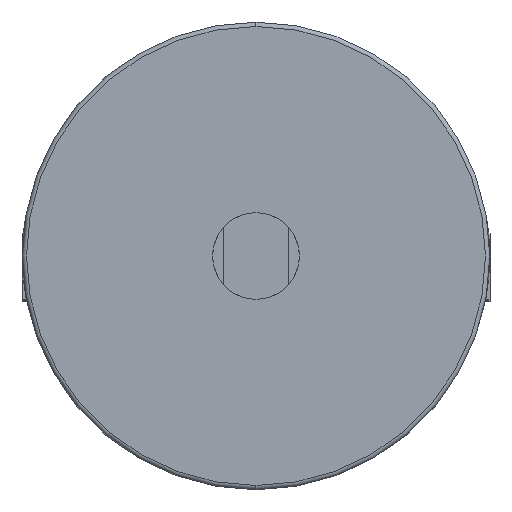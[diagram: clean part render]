
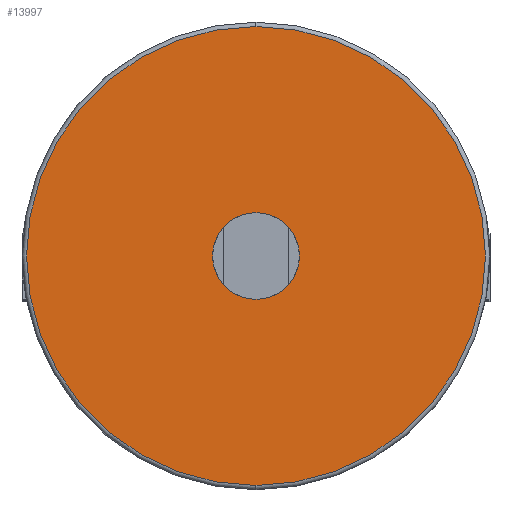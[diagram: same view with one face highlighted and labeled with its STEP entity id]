
A CAD part, left-side view. The second image highlights one B-rep face of the part: STEP entity #13997.
In plain terms, the highlighted planar face has unit normal (-1, 0, 0).
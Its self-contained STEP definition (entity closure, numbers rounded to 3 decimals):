
#319 = CARTESIAN_POINT ( 'NONE',  ( -125., 0., 0. ) ) ;
#569 = VERTEX_POINT ( 'NONE', #5140 ) ;
#591 = AXIS2_PLACEMENT_3D ( 'NONE', #319, #8414, #1506 ) ;
#761 = DIRECTION ( 'NONE',  ( 0., 0., 1. ) ) ;
#804 = EDGE_CURVE ( 'NONE', #569, #1681, #11071, .T. ) ;
#1506 = DIRECTION ( 'NONE',  ( 0., 0., 1. ) ) ;
#1681 = VERTEX_POINT ( 'NONE', #14295 ) ;
#2308 = AXIS2_PLACEMENT_3D ( 'NONE', #4231, #6551, #14738 ) ;
#3088 = PLANE ( 'NONE',  #2308 ) ;
#3341 = VERTEX_POINT ( 'NONE', #4040 ) ;
#3976 = CIRCLE ( 'NONE', #4225, 10. ) ;
#4040 = CARTESIAN_POINT ( 'NONE',  ( -125., 0., -53. ) ) ;
#4225 = AXIS2_PLACEMENT_3D ( 'NONE', #14710, #7664, #761 ) ;
#4231 = CARTESIAN_POINT ( 'NONE',  ( -125., 54., 0. ) ) ;
#4343 = ORIENTED_EDGE ( 'NONE', *, *, #8144, .T. ) ;
#4495 = CARTESIAN_POINT ( 'NONE',  ( -125., 0., 53. ) ) ;
#4910 = ORIENTED_EDGE ( 'NONE', *, *, #12034, .T. ) ;
#4965 = DIRECTION ( 'NONE',  ( -1., 0., 0. ) ) ;
#5140 = CARTESIAN_POINT ( 'NONE',  ( -125., 0., 10. ) ) ;
#5261 = AXIS2_PLACEMENT_3D ( 'NONE', #11983, #4965, #13178 ) ;
#5767 = ORIENTED_EDGE ( 'NONE', *, *, #12620, .F. ) ;
#6371 = ORIENTED_EDGE ( 'NONE', *, *, #804, .F. ) ;
#6551 = DIRECTION ( 'NONE',  ( -1., 0., 0. ) ) ;
#6647 = DIRECTION ( 'NONE',  ( 0., 0., 1. ) ) ;
#7092 = CIRCLE ( 'NONE', #591, 53. ) ;
#7664 = DIRECTION ( 'NONE',  ( -1., 0., 0. ) ) ;
#8144 = EDGE_CURVE ( 'NONE', #8377, #3341, #7092, .T. ) ;
#8192 = EDGE_LOOP ( 'NONE', ( #5767, #6371 ) ) ;
#8377 = VERTEX_POINT ( 'NONE', #4495 ) ;
#8414 = DIRECTION ( 'NONE',  ( -1., 0., 0. ) ) ;
#8639 = FACE_BOUND ( 'NONE', #8192, .T. ) ;
#9001 = FACE_OUTER_BOUND ( 'NONE', #13204, .T. ) ;
#9002 = CARTESIAN_POINT ( 'NONE',  ( -125., 0., 0. ) ) ;
#9040 = CIRCLE ( 'NONE', #5261, 53. ) ;
#11071 = CIRCLE ( 'NONE', #11555, 10. ) ;
#11555 = AXIS2_PLACEMENT_3D ( 'NONE', #9002, #13695, #6647 ) ;
#11983 = CARTESIAN_POINT ( 'NONE',  ( -125., 0., 0. ) ) ;
#12034 = EDGE_CURVE ( 'NONE', #3341, #8377, #9040, .T. ) ;
#12620 = EDGE_CURVE ( 'NONE', #1681, #569, #3976, .T. ) ;
#13178 = DIRECTION ( 'NONE',  ( 0., 0., 1. ) ) ;
#13204 = EDGE_LOOP ( 'NONE', ( #4343, #4910 ) ) ;
#13695 = DIRECTION ( 'NONE',  ( -1., 0., 0. ) ) ;
#13997 = ADVANCED_FACE ( 'NONE', ( #9001, #8639 ), #3088, .T. ) ;
#14295 = CARTESIAN_POINT ( 'NONE',  ( -125., 0., -10. ) ) ;
#14710 = CARTESIAN_POINT ( 'NONE',  ( -125., 0., 0. ) ) ;
#14738 = DIRECTION ( 'NONE',  ( 0., 0., 1. ) ) ;
